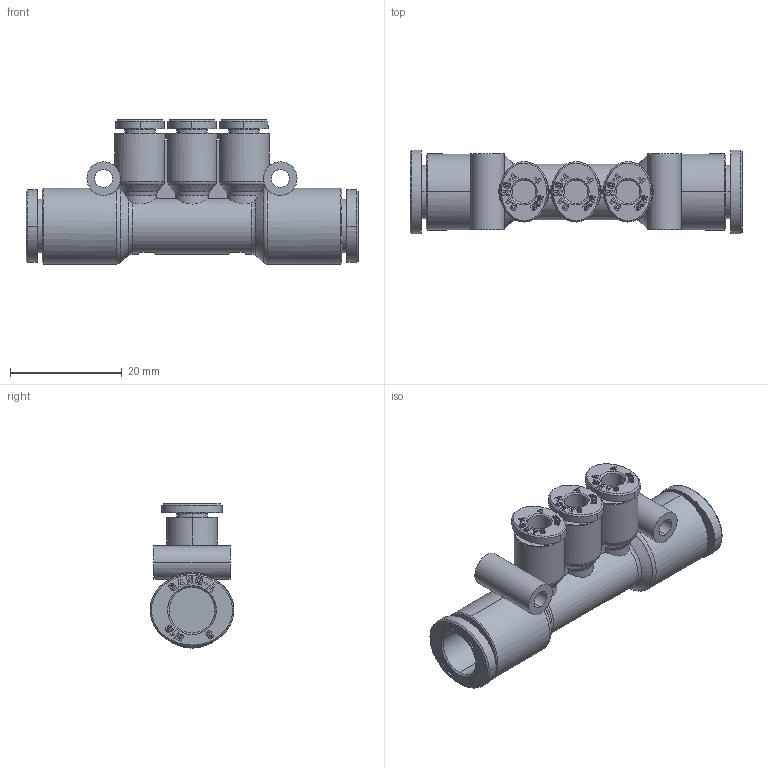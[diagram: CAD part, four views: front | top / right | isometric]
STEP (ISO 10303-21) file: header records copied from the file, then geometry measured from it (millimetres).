
FILE_DESCRIPTION((''),'2;1');
FILE_NAME('GPKG_0804(3D).stp','2017-07-14T16:22:42',(''),(''),'Mechanical Desktop 2009','Mechanical Desktop 2009',', , ');
FILE_SCHEMA(('CONFIG_CONTROL_DESIGN'));
Length unit declared in the file: millimetre
Products named in the file (2): GPKG_0804(3D); ºÎÇ°2
Assembly tree (1 placements, depth 2):
  GPKG_0804(3D)
    ºÎÇ°2
Bounding box: 59.4 x 15 x 25.8 mm (x, y, z)
Volume: 7381 mm3; surface area: 6541.2 mm2
Topology: 1 solids, 1 shells, 1918 faces, 5451 edges, 3626 vertices
Faces by surface type: plane 1684, bspline 113, cylinder 75, cone 38, torus 8
Entity records: 64739 total; most frequent: CARTESIAN_POINT 14954, ORIENTED_EDGE 10902, DIRECTION 9358, EDGE_CURVE 5451, VECTOR 4942, LINE 4942, VERTEX_POINT 3626, AXIS2_PLACEMENT_3D 2208
